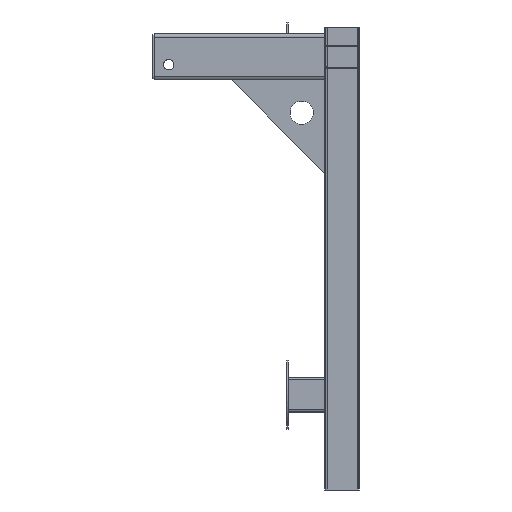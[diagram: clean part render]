
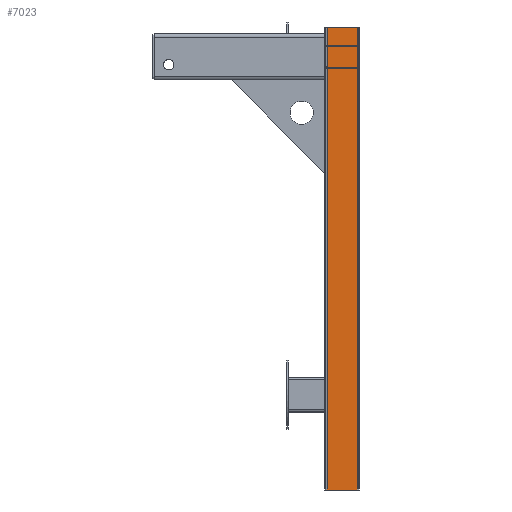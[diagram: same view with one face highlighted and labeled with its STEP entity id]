
A CAD part, left-side view. The second image highlights one B-rep face of the part: STEP entity #7023.
In plain terms, the highlighted planar face has unit normal (-1, 0, 0).
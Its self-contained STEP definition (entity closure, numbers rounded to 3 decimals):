
#43 = VERTEX_POINT ( 'NONE', #745 ) ;
#105 = DIRECTION ( 'NONE',  ( 0., 1., 0. ) ) ;
#160 = EDGE_LOOP ( 'NONE', ( #3931, #8010, #1355, #4135 ) ) ;
#166 = DIRECTION ( 'NONE',  ( 1., 0., 0. ) ) ;
#745 = CARTESIAN_POINT ( 'NONE',  ( -190., 26., -750. ) ) ;
#924 = CARTESIAN_POINT ( 'NONE',  ( -190., 26., -750. ) ) ;
#935 = EDGE_CURVE ( 'NONE', #43, #1451, #2400, .T. ) ;
#1355 = ORIENTED_EDGE ( 'NONE', *, *, #4132, .F. ) ;
#1451 = VERTEX_POINT ( 'NONE', #5798 ) ;
#1736 = VERTEX_POINT ( 'NONE', #3792 ) ;
#1891 = VECTOR ( 'NONE', #3560, 1000. ) ;
#2144 = CARTESIAN_POINT ( 'NONE',  ( -190., 26., 50. ) ) ;
#2174 = VERTEX_POINT ( 'NONE', #6425 ) ;
#2209 = DIRECTION ( 'NONE',  ( 0., 1., 0. ) ) ;
#2322 = CARTESIAN_POINT ( 'NONE',  ( -190., 26., -750. ) ) ;
#2400 = LINE ( 'NONE', #2322, #1891 ) ;
#2407 = EDGE_CURVE ( 'NONE', #1736, #2174, #5559, .T. ) ;
#2467 = CARTESIAN_POINT ( 'NONE',  ( -190., -26., -750. ) ) ;
#3560 = DIRECTION ( 'NONE',  ( 0., 0., 1. ) ) ;
#3792 = CARTESIAN_POINT ( 'NONE',  ( -190., -26., -750. ) ) ;
#3931 = ORIENTED_EDGE ( 'NONE', *, *, #4325, .T. ) ;
#4026 = PLANE ( 'NONE',  #4441 ) ;
#4132 = EDGE_CURVE ( 'NONE', #1736, #43, #5591, .T. ) ;
#4135 = ORIENTED_EDGE ( 'NONE', *, *, #2407, .T. ) ;
#4325 = EDGE_CURVE ( 'NONE', #2174, #1451, #7257, .T. ) ;
#4441 = AXIS2_PLACEMENT_3D ( 'NONE', #924, #166, #2209 ) ;
#4495 = VECTOR ( 'NONE', #7609, 1000. ) ;
#4865 = CARTESIAN_POINT ( 'NONE',  ( -190., 26., -750. ) ) ;
#4891 = VECTOR ( 'NONE', #105, 1000. ) ;
#5559 = LINE ( 'NONE', #2467, #4495 ) ;
#5591 = LINE ( 'NONE', #4865, #7214 ) ;
#5798 = CARTESIAN_POINT ( 'NONE',  ( -190., 26., 50. ) ) ;
#6425 = CARTESIAN_POINT ( 'NONE',  ( -190., -26., 50. ) ) ;
#7023 = ADVANCED_FACE ( 'NONE', ( #7998 ), #4026, .F. ) ;
#7214 = VECTOR ( 'NONE', #8248, 1000. ) ;
#7257 = LINE ( 'NONE', #2144, #4891 ) ;
#7609 = DIRECTION ( 'NONE',  ( 0., 0., 1. ) ) ;
#7998 = FACE_OUTER_BOUND ( 'NONE', #160, .T. ) ;
#8010 = ORIENTED_EDGE ( 'NONE', *, *, #935, .F. ) ;
#8248 = DIRECTION ( 'NONE',  ( 0., 1., 0. ) ) ;
